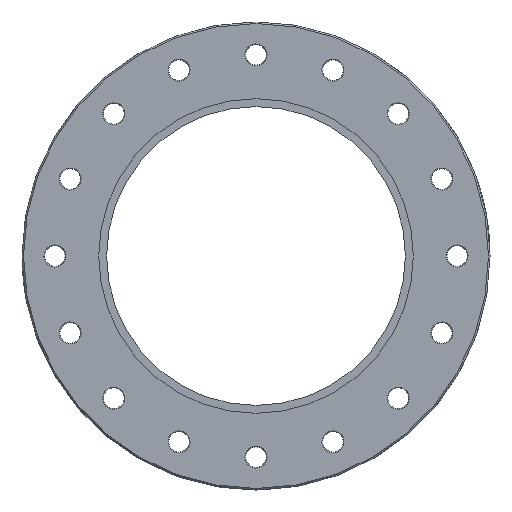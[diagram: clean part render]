
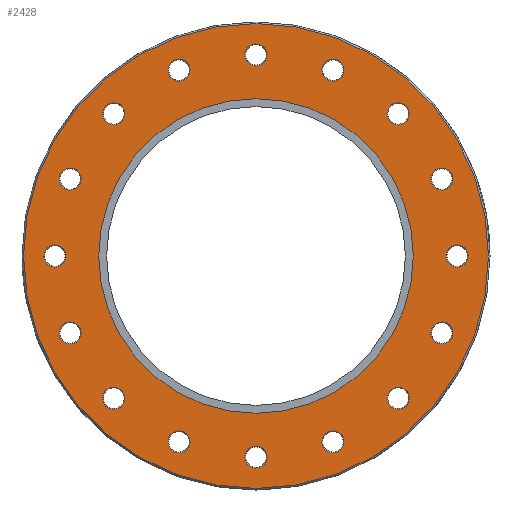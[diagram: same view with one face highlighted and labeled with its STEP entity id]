
A CAD part, front view. The second image highlights one B-rep face of the part: STEP entity #2428.
In plain terms, the highlighted planar face has unit normal (0, -1, 0).
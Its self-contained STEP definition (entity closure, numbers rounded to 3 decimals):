
#419=PLANE('',#2607);
#455=FACE_BOUND('',#714,.T.);
#456=FACE_BOUND('',#715,.T.);
#457=FACE_BOUND('',#716,.T.);
#458=FACE_BOUND('',#717,.T.);
#459=FACE_BOUND('',#718,.T.);
#460=FACE_BOUND('',#719,.T.);
#461=FACE_BOUND('',#720,.T.);
#462=FACE_BOUND('',#721,.T.);
#463=FACE_BOUND('',#722,.T.);
#464=FACE_BOUND('',#723,.T.);
#465=FACE_BOUND('',#724,.T.);
#466=FACE_BOUND('',#725,.T.);
#467=FACE_BOUND('',#726,.T.);
#468=FACE_BOUND('',#727,.T.);
#469=FACE_BOUND('',#728,.T.);
#470=FACE_BOUND('',#729,.T.);
#471=FACE_BOUND('',#730,.T.);
#555=FACE_OUTER_BOUND('',#713,.T.);
#713=EDGE_LOOP('',(#1706));
#714=EDGE_LOOP('',(#1707));
#715=EDGE_LOOP('',(#1708));
#716=EDGE_LOOP('',(#1709));
#717=EDGE_LOOP('',(#1710));
#718=EDGE_LOOP('',(#1711));
#719=EDGE_LOOP('',(#1712));
#720=EDGE_LOOP('',(#1713));
#721=EDGE_LOOP('',(#1714));
#722=EDGE_LOOP('',(#1715));
#723=EDGE_LOOP('',(#1716));
#724=EDGE_LOOP('',(#1717));
#725=EDGE_LOOP('',(#1718));
#726=EDGE_LOOP('',(#1719));
#727=EDGE_LOOP('',(#1720));
#728=EDGE_LOOP('',(#1721));
#729=EDGE_LOOP('',(#1722));
#730=EDGE_LOOP('',(#1723));
#968=CIRCLE('',#2605,75.3);
#970=CIRCLE('',#2608,3.574);
#971=CIRCLE('',#2609,3.574);
#972=CIRCLE('',#2610,3.574);
#973=CIRCLE('',#2611,3.574);
#974=CIRCLE('',#2612,3.574);
#975=CIRCLE('',#2613,3.574);
#976=CIRCLE('',#2614,3.574);
#977=CIRCLE('',#2615,3.574);
#978=CIRCLE('',#2616,50.95);
#979=CIRCLE('',#2617,3.574);
#980=CIRCLE('',#2618,3.574);
#981=CIRCLE('',#2619,3.574);
#982=CIRCLE('',#2620,3.574);
#983=CIRCLE('',#2621,3.574);
#984=CIRCLE('',#2622,3.574);
#985=CIRCLE('',#2623,3.574);
#986=CIRCLE('',#2624,3.574);
#1107=VERTEX_POINT('',#3452);
#1109=VERTEX_POINT('',#3457);
#1110=VERTEX_POINT('',#3459);
#1111=VERTEX_POINT('',#3461);
#1112=VERTEX_POINT('',#3463);
#1113=VERTEX_POINT('',#3465);
#1114=VERTEX_POINT('',#3467);
#1115=VERTEX_POINT('',#3469);
#1116=VERTEX_POINT('',#3471);
#1117=VERTEX_POINT('',#3473);
#1118=VERTEX_POINT('',#3475);
#1119=VERTEX_POINT('',#3477);
#1120=VERTEX_POINT('',#3479);
#1121=VERTEX_POINT('',#3481);
#1122=VERTEX_POINT('',#3483);
#1123=VERTEX_POINT('',#3485);
#1124=VERTEX_POINT('',#3487);
#1125=VERTEX_POINT('',#3489);
#1361=EDGE_CURVE('',#1107,#1107,#968,.T.);
#1363=EDGE_CURVE('',#1109,#1109,#970,.T.);
#1364=EDGE_CURVE('',#1110,#1110,#971,.T.);
#1365=EDGE_CURVE('',#1111,#1111,#972,.T.);
#1366=EDGE_CURVE('',#1112,#1112,#973,.T.);
#1367=EDGE_CURVE('',#1113,#1113,#974,.T.);
#1368=EDGE_CURVE('',#1114,#1114,#975,.T.);
#1369=EDGE_CURVE('',#1115,#1115,#976,.T.);
#1370=EDGE_CURVE('',#1116,#1116,#977,.T.);
#1371=EDGE_CURVE('',#1117,#1117,#978,.T.);
#1372=EDGE_CURVE('',#1118,#1118,#979,.T.);
#1373=EDGE_CURVE('',#1119,#1119,#980,.T.);
#1374=EDGE_CURVE('',#1120,#1120,#981,.T.);
#1375=EDGE_CURVE('',#1121,#1121,#982,.T.);
#1376=EDGE_CURVE('',#1122,#1122,#983,.T.);
#1377=EDGE_CURVE('',#1123,#1123,#984,.T.);
#1378=EDGE_CURVE('',#1124,#1124,#985,.T.);
#1379=EDGE_CURVE('',#1125,#1125,#986,.T.);
#1706=ORIENTED_EDGE('',*,*,#1361,.F.);
#1707=ORIENTED_EDGE('',*,*,#1363,.F.);
#1708=ORIENTED_EDGE('',*,*,#1364,.F.);
#1709=ORIENTED_EDGE('',*,*,#1365,.F.);
#1710=ORIENTED_EDGE('',*,*,#1366,.F.);
#1711=ORIENTED_EDGE('',*,*,#1367,.F.);
#1712=ORIENTED_EDGE('',*,*,#1368,.F.);
#1713=ORIENTED_EDGE('',*,*,#1369,.F.);
#1714=ORIENTED_EDGE('',*,*,#1370,.F.);
#1715=ORIENTED_EDGE('',*,*,#1371,.T.);
#1716=ORIENTED_EDGE('',*,*,#1372,.F.);
#1717=ORIENTED_EDGE('',*,*,#1373,.F.);
#1718=ORIENTED_EDGE('',*,*,#1374,.F.);
#1719=ORIENTED_EDGE('',*,*,#1375,.F.);
#1720=ORIENTED_EDGE('',*,*,#1376,.F.);
#1721=ORIENTED_EDGE('',*,*,#1377,.F.);
#1722=ORIENTED_EDGE('',*,*,#1378,.F.);
#1723=ORIENTED_EDGE('',*,*,#1379,.F.);
#2428=ADVANCED_FACE('',(#555,#455,#456,#457,#458,#459,#460,#461,#462,#463,
#464,#465,#466,#467,#468,#469,#470,#471),#419,.T.);
#2605=AXIS2_PLACEMENT_3D('',#3453,#2851,#2852);
#2607=AXIS2_PLACEMENT_3D('',#3456,#2855,#2856);
#2608=AXIS2_PLACEMENT_3D('',#3458,#2857,#2858);
#2609=AXIS2_PLACEMENT_3D('',#3460,#2859,#2860);
#2610=AXIS2_PLACEMENT_3D('',#3462,#2861,#2862);
#2611=AXIS2_PLACEMENT_3D('',#3464,#2863,#2864);
#2612=AXIS2_PLACEMENT_3D('',#3466,#2865,#2866);
#2613=AXIS2_PLACEMENT_3D('',#3468,#2867,#2868);
#2614=AXIS2_PLACEMENT_3D('',#3470,#2869,#2870);
#2615=AXIS2_PLACEMENT_3D('',#3472,#2871,#2872);
#2616=AXIS2_PLACEMENT_3D('',#3474,#2873,#2874);
#2617=AXIS2_PLACEMENT_3D('',#3476,#2875,#2876);
#2618=AXIS2_PLACEMENT_3D('',#3478,#2877,#2878);
#2619=AXIS2_PLACEMENT_3D('',#3480,#2879,#2880);
#2620=AXIS2_PLACEMENT_3D('',#3482,#2881,#2882);
#2621=AXIS2_PLACEMENT_3D('',#3484,#2883,#2884);
#2622=AXIS2_PLACEMENT_3D('',#3486,#2885,#2886);
#2623=AXIS2_PLACEMENT_3D('',#3488,#2887,#2888);
#2624=AXIS2_PLACEMENT_3D('',#3490,#2889,#2890);
#2851=DIRECTION('center_axis',(0.,1.,0.));
#2852=DIRECTION('ref_axis',(1.,0.,0.));
#2855=DIRECTION('center_axis',(0.,-1.,0.));
#2856=DIRECTION('ref_axis',(0.,0.,-1.));
#2857=DIRECTION('center_axis',(0.,-1.,0.));
#2858=DIRECTION('ref_axis',(0.924,0.,0.383));
#2859=DIRECTION('center_axis',(0.,-1.,0.));
#2860=DIRECTION('ref_axis',(0.383,0.,0.924));
#2861=DIRECTION('center_axis',(0.,-1.,0.));
#2862=DIRECTION('ref_axis',(-0.383,0.,0.924));
#2863=DIRECTION('center_axis',(0.,-1.,0.));
#2864=DIRECTION('ref_axis',(-0.924,0.,0.383));
#2865=DIRECTION('center_axis',(0.,-1.,0.));
#2866=DIRECTION('ref_axis',(-0.924,0.,-0.383));
#2867=DIRECTION('center_axis',(0.,-1.,0.));
#2868=DIRECTION('ref_axis',(-0.383,0.,-0.924));
#2869=DIRECTION('center_axis',(0.,-1.,0.));
#2870=DIRECTION('ref_axis',(0.383,0.,-0.924));
#2871=DIRECTION('center_axis',(0.,-1.,0.));
#2872=DIRECTION('ref_axis',(0.924,0.,-0.383));
#2873=DIRECTION('center_axis',(0.,1.,0.));
#2874=DIRECTION('ref_axis',(1.,0.,0.));
#2875=DIRECTION('center_axis',(0.,-1.,0.));
#2876=DIRECTION('ref_axis',(1.,0.,0.));
#2877=DIRECTION('center_axis',(0.,-1.,0.));
#2878=DIRECTION('ref_axis',(0.707,0.,-0.707));
#2879=DIRECTION('center_axis',(0.,-1.,0.));
#2880=DIRECTION('ref_axis',(0.,0.,-1.));
#2881=DIRECTION('center_axis',(0.,-1.,0.));
#2882=DIRECTION('ref_axis',(-0.707,0.,-0.707));
#2883=DIRECTION('center_axis',(0.,-1.,0.));
#2884=DIRECTION('ref_axis',(-1.,0.,0.));
#2885=DIRECTION('center_axis',(0.,-1.,0.));
#2886=DIRECTION('ref_axis',(-0.707,0.,0.707));
#2887=DIRECTION('center_axis',(0.,-1.,0.));
#2888=DIRECTION('ref_axis',(0.,0.,1.));
#2889=DIRECTION('center_axis',(0.,-1.,0.));
#2890=DIRECTION('ref_axis',(0.707,0.,0.707));
#3452=CARTESIAN_POINT('',(-75.3,0.,0.));
#3453=CARTESIAN_POINT('Origin',(0.,0.,0.));
#3456=CARTESIAN_POINT('Origin',(-75.8,0.,0.));
#3457=CARTESIAN_POINT('',(21.63,0.,-61.558));
#3458=CARTESIAN_POINT('Origin',(24.932,0.,
-60.191));
#3459=CARTESIAN_POINT('',(58.823,0.,-28.233));
#3460=CARTESIAN_POINT('Origin',(60.191,0.,
-24.932));
#3461=CARTESIAN_POINT('',(61.558,0.,21.63));
#3462=CARTESIAN_POINT('Origin',(60.191,0.,
24.932));
#3463=CARTESIAN_POINT('',(28.233,0.,58.823));
#3464=CARTESIAN_POINT('Origin',(24.932,0.,
60.191));
#3465=CARTESIAN_POINT('',(-21.63,0.,61.558));
#3466=CARTESIAN_POINT('Origin',(-24.932,0.,
60.191));
#3467=CARTESIAN_POINT('',(-58.823,0.,28.233));
#3468=CARTESIAN_POINT('Origin',(-60.191,0.,
24.932));
#3469=CARTESIAN_POINT('',(-61.558,0.,-21.63));
#3470=CARTESIAN_POINT('Origin',(-60.191,0.,
-24.932));
#3471=CARTESIAN_POINT('',(-28.233,0.,-58.823));
#3472=CARTESIAN_POINT('Origin',(-24.932,0.,
-60.191));
#3473=CARTESIAN_POINT('',(-50.95,0.,0.));
#3474=CARTESIAN_POINT('Origin',(0.,0.,0.));
#3475=CARTESIAN_POINT('',(-3.574,0.,-65.15));
#3476=CARTESIAN_POINT('Origin',(0.,0.,-65.15));
#3477=CARTESIAN_POINT('',(-48.595,0.,-43.541));
#3478=CARTESIAN_POINT('Origin',(-46.068,0.,
-46.068));
#3479=CARTESIAN_POINT('',(-65.15,0.,3.573));
#3480=CARTESIAN_POINT('Origin',(-65.15,0.,0.));
#3481=CARTESIAN_POINT('',(-43.541,0.,48.595));
#3482=CARTESIAN_POINT('Origin',(-46.068,0.,
46.068));
#3483=CARTESIAN_POINT('',(3.573,0.,65.15));
#3484=CARTESIAN_POINT('Origin',(0.,0.,
65.15));
#3485=CARTESIAN_POINT('',(48.595,0.,43.541));
#3486=CARTESIAN_POINT('Origin',(46.068,0.,
46.068));
#3487=CARTESIAN_POINT('',(65.15,0.,-3.573));
#3488=CARTESIAN_POINT('Origin',(65.15,0.,0.));
#3489=CARTESIAN_POINT('',(43.541,0.,-48.595));
#3490=CARTESIAN_POINT('Origin',(46.068,0.,
-46.068));
